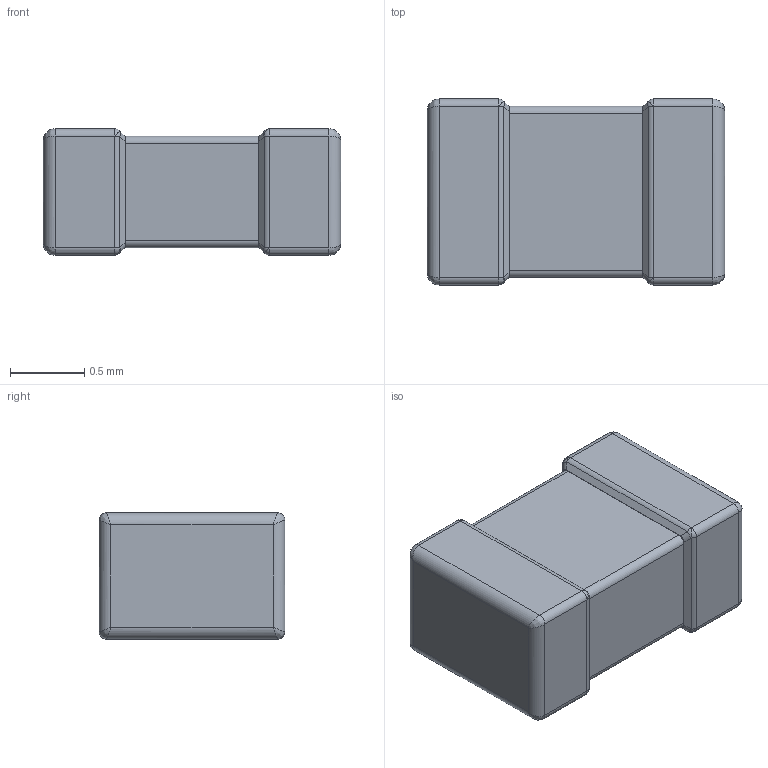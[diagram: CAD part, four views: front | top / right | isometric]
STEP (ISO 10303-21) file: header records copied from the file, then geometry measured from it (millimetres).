
FILE_DESCRIPTION (( 'STEP AP214' ), '1' );
FILE_NAME ('D9F284D5-B6D0-42D6-9E33-3D6E3DB8E4F3.STEP', '2025-09-25T08:02:45', ( '' ), ( '' ), 'SwSTEP 2.0', 'SolidWorks 2022', '' );
FILE_SCHEMA (( 'AUTOMOTIVE_DESIGN' ));
Length unit declared in the file: millimetre
Products named in the file (1): D9F284D5-B6D0-42D6-9E33-3D6E3DB8E4F3
Bounding box: 2 x 1.25 x 0.85 mm (x, y, z)
Volume: 1.9 mm3; surface area: 13.3 mm2
Topology: 3 solids, 3 shells, 86 faces, 186 edges, 88 vertices
Faces by surface type: cylinder 36, plane 26, sphere 16, bspline 8
Entity records: 3214 total; most frequent: CARTESIAN_POINT 551, DIRECTION 358, ORIENTED_EDGE 336, EDGE_CURVE 168, AXIS2_PLACEMENT_3D 135, UNCERTAINTY_MEASURE_WITH_UNIT 91, SURFACE_STYLE_USAGE 90, MECHANICAL_DESIGN_GEOMETRIC_PRESENTATION_REPRESENTATION 90
